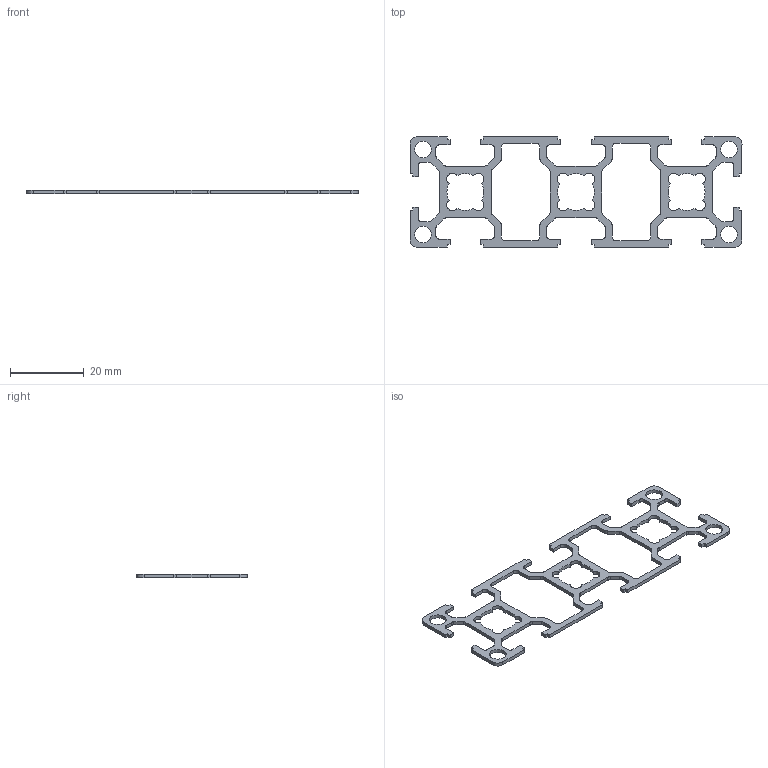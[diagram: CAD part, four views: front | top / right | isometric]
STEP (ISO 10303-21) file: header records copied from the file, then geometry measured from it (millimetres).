
FILE_DESCRIPTION(/* description */ ('Profilo 30x90 base'),/* implementation_level */ '2;1');
FILE_NAME(/* name */ 'PG3090.stp',/* time_stamp */ '2021-02-19T15:57:07+01:00',/* author */ ('omnitec'),/* organization */ (''),/* preprocessor_version */ 'ST-DEVELOPER v18.1',/* originating_system */ 'Autodesk Inventor 2021',/* authorisation */ '');
FILE_SCHEMA (('AUTOMOTIVE_DESIGN { 1 0 10303 214 3 1 1 }'));
Length unit declared in the file: millimetre
Products named in the file (1): PG3090---1,0
Bounding box: 90 x 30 x 1 mm (x, y, z)
Volume: 795.8 mm3; surface area: 2379.1 mm2
Topology: 1 solids, 1 shells, 246 faces, 732 edges, 488 vertices
Faces by surface type: plane 142, cylinder 104
Full cylindrical faces by diameter (mm): 4.5 x4
Entity records: 8361 total; most frequent: CARTESIAN_POINT 1467, ORIENTED_EDGE 1464, DIRECTION 1434, EDGE_CURVE 732, LINE 524, VECTOR 524, VERTEX_POINT 488, AXIS2_PLACEMENT_3D 455
